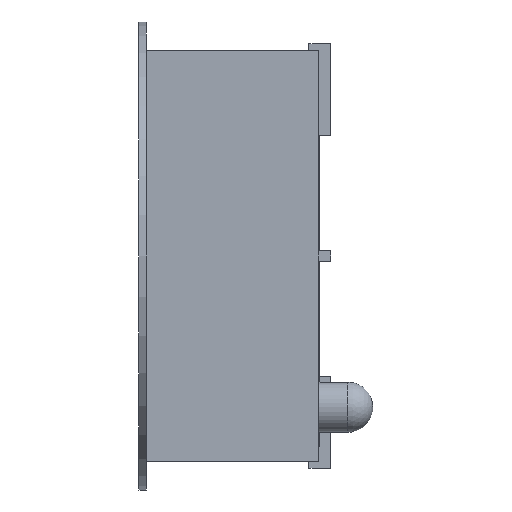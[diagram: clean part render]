
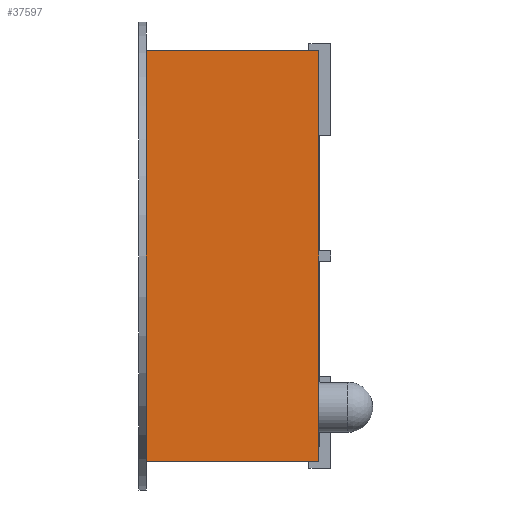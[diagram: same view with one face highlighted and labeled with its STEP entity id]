
A CAD part, left-side view. The second image highlights one B-rep face of the part: STEP entity #37597.
In plain terms, the highlighted planar face has unit normal (-1, 0, 0).
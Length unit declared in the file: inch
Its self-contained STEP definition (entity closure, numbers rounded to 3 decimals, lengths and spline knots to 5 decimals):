
#3362=LINE('',#58084,#8377);
#3535=LINE('',#58401,#8550);
#3541=LINE('',#58412,#8556);
#3546=LINE('',#58419,#8561);
#8377=VECTOR('',#47406,39.37008);
#8550=VECTOR('',#47583,39.37008);
#8556=VECTOR('',#47591,39.37008);
#8561=VECTOR('',#47600,39.37008);
#17973=ORIENTED_EDGE('',*,*,#25202,.T.);
#17974=ORIENTED_EDGE('',*,*,#25386,.F.);
#17975=ORIENTED_EDGE('',*,*,#25375,.F.);
#17976=ORIENTED_EDGE('',*,*,#25381,.T.);
#25202=EDGE_CURVE('',#29526,#29525,#3362,.T.);
#25375=EDGE_CURVE('',#29667,#29668,#3535,.T.);
#25381=EDGE_CURVE('',#29667,#29526,#3541,.T.);
#25386=EDGE_CURVE('',#29668,#29525,#3546,.T.);
#29525=VERTEX_POINT('',#58083);
#29526=VERTEX_POINT('',#58085);
#29667=VERTEX_POINT('',#58400);
#29668=VERTEX_POINT('',#58402);
#32271=EDGE_LOOP('',(#17973,#17974,#17975,#17976));
#34136=FACE_BOUND('',#32271,.T.);
#35746=PLANE('',#40004);
#37597=ADVANCED_FACE('',(#34136),#35746,.F.);
#40004=AXIS2_PLACEMENT_3D('',#58418,#47598,#47599);
#47406=DIRECTION('',(0.,0.,1.));
#47583=DIRECTION('',(0.,0.,1.));
#47591=DIRECTION('',(0.,-1.,0.));
#47598=DIRECTION('',(1.,0.,0.));
#47599=DIRECTION('',(0.,0.,-1.));
#47600=DIRECTION('',(0.,-1.,0.));
#58083=CARTESIAN_POINT('',(-0.4195,0.,0.1425));
#58084=CARTESIAN_POINT('',(-0.4195,0.,-0.1425));
#58085=CARTESIAN_POINT('',(-0.4195,0.,-0.1425));
#58400=CARTESIAN_POINT('',(-0.4195,0.12,-0.1425));
#58401=CARTESIAN_POINT('',(-0.4195,0.12,-0.1425));
#58402=CARTESIAN_POINT('',(-0.4195,0.12,0.1425));
#58412=CARTESIAN_POINT('',(-0.4195,0.12,-0.1425));
#58418=CARTESIAN_POINT('',(-0.4195,0.12,-0.1425));
#58419=CARTESIAN_POINT('',(-0.4195,0.12,0.1425));
